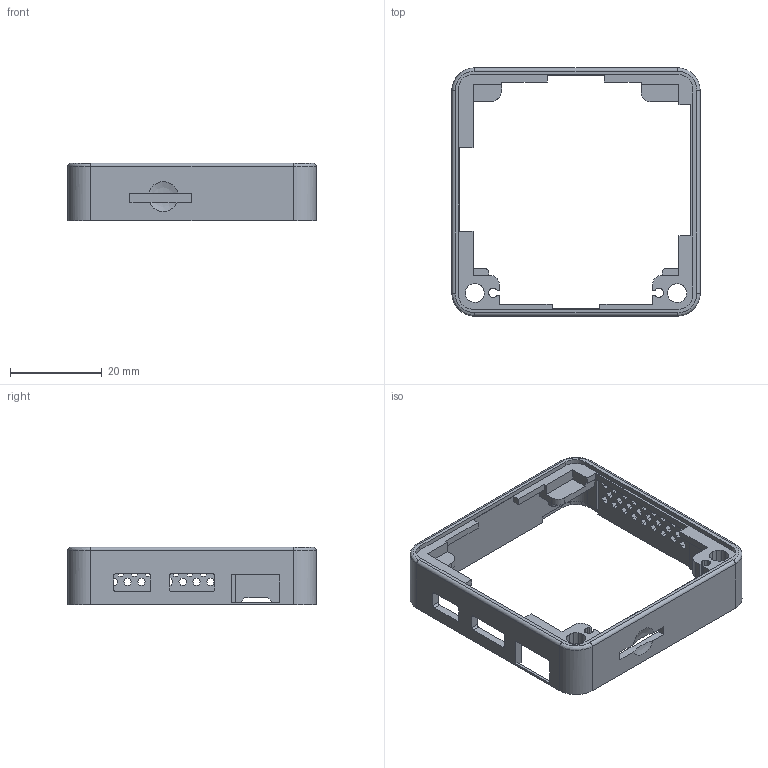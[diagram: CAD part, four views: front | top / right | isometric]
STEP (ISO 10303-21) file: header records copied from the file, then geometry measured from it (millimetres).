
FILE_DESCRIPTION(/* description */ (''),/* implementation_level */ '2;1');
FILE_NAME(/* name */ 'M5Stack_Body_Case_mod.step',/* time_stamp */ '2023-09-18T11:53:48+09:00',/* author */ (''),/* organization */ (''),/* preprocessor_version */ 'ST-DEVELOPER v20',/* originating_system */ 'Autodesk Translation Framework v12.9.0.99',/* authorisation */ '');
FILE_SCHEMA (('AUTOMOTIVE_DESIGN { 1 0 10303 214 3 1 1 }'));
Length unit declared in the file: millimetre
Products named in the file (1): M5Stack_Body_Case
Bounding box: 54 x 54 x 12.5 mm (x, y, z)
Volume: 4358.2 mm3; surface area: 6423.7 mm2
Topology: 1 solids, 1 shells, 386 faces, 1162 edges, 778 vertices
Faces by surface type: plane 281, bspline 75, cylinder 30
Entity records: 14890 total; most frequent: CARTESIAN_POINT 4712, ORIENTED_EDGE 2324, DIRECTION 1708, EDGE_CURVE 1162, LINE 958, VECTOR 958, VERTEX_POINT 778, EDGE_LOOP 452
